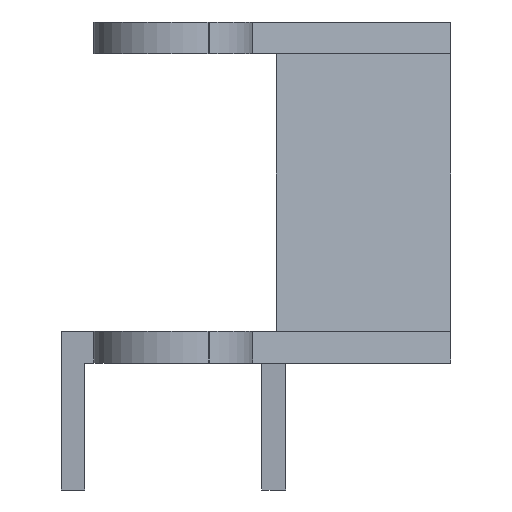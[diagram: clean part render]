
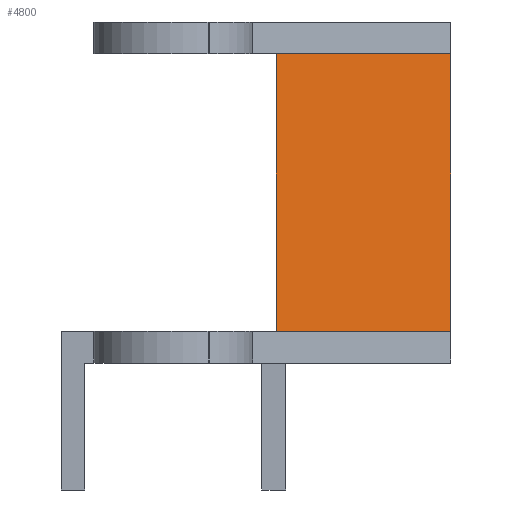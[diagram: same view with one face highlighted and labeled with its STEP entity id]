
A CAD part, left-side view. The second image highlights one B-rep face of the part: STEP entity #4800.
In plain terms, the highlighted planar face has unit normal (-0.819, -0.574, 0).
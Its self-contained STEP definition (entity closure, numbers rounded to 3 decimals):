
#487=FACE_OUTER_BOUND('',#754,.T.);
#754=EDGE_LOOP('',(#3829,#3830,#3831,#3832));
#1241=LINE('',#7281,#1772);
#1242=LINE('',#7284,#1773);
#1243=LINE('',#7286,#1774);
#1244=LINE('',#7287,#1775);
#1772=VECTOR('',#5940,10.);
#1773=VECTOR('',#5943,10.);
#1774=VECTOR('',#5944,10.);
#1775=VECTOR('',#5945,10.);
#2256=VERTEX_POINT('',#7277);
#2257=VERTEX_POINT('',#7279);
#2258=VERTEX_POINT('',#7283);
#2259=VERTEX_POINT('',#7285);
#2829=EDGE_CURVE('',#2256,#2257,#1241,.T.);
#2830=EDGE_CURVE('',#2256,#2258,#1242,.T.);
#2831=EDGE_CURVE('',#2259,#2257,#1243,.T.);
#2832=EDGE_CURVE('',#2258,#2259,#1244,.T.);
#3829=ORIENTED_EDGE('',*,*,#2830,.F.);
#3830=ORIENTED_EDGE('',*,*,#2829,.T.);
#3831=ORIENTED_EDGE('',*,*,#2831,.F.);
#3832=ORIENTED_EDGE('',*,*,#2832,.F.);
#4616=PLANE('',#5101);
#4800=ADVANCED_FACE('',(#487),#4616,.T.);
#5101=AXIS2_PLACEMENT_3D('',#7282,#5941,#5942);
#5940=DIRECTION('',(0.,0.,-1.));
#5941=DIRECTION('center_axis',(-0.819,-0.574,0.));
#5942=DIRECTION('ref_axis',(-0.574,0.819,0.));
#5943=DIRECTION('',(0.574,-0.819,0.));
#5944=DIRECTION('',(-0.574,0.819,0.));
#5945=DIRECTION('',(0.,0.,-1.));
#7277=CARTESIAN_POINT('',(14.626,-3.,0.));
#7279=CARTESIAN_POINT('',(14.626,-3.,-35.));
#7281=CARTESIAN_POINT('',(14.626,-3.,0.));
#7282=CARTESIAN_POINT('Origin',(30.03,-25.,0.));
#7283=CARTESIAN_POINT('',(30.03,-25.,0.));
#7284=CARTESIAN_POINT('',(12.525,0.,0.));
#7285=CARTESIAN_POINT('',(30.03,-25.,-35.));
#7286=CARTESIAN_POINT('',(12.525,0.,-35.));
#7287=CARTESIAN_POINT('',(30.03,-25.,0.));
